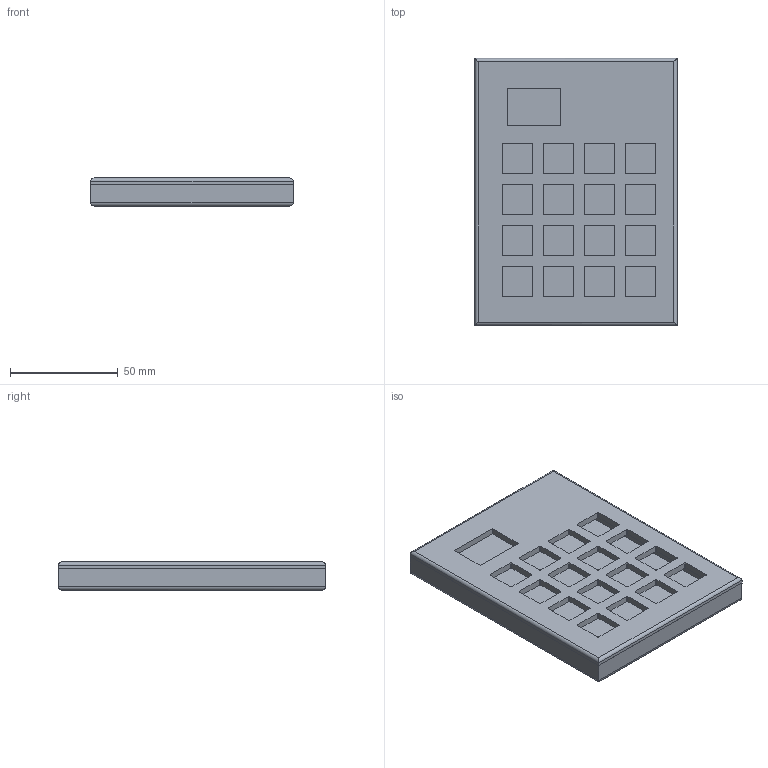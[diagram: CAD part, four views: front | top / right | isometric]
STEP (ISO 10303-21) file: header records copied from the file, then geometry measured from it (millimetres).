
FILE_DESCRIPTION(/* description */ (''),/* implementation_level */ '2;1');
FILE_NAME(/* name */ 'GhostPad v2.step',/* time_stamp */ '2025-05-13T21:34:30+10:00',/* author */ (''),/* organization */ (''),/* preprocessor_version */ 'ST-DEVELOPER v20.1',/* originating_system */ 'Autodesk Translation Framework v14.4.0.0',/* authorisation */ '');
FILE_SCHEMA (('AUTOMOTIVE_DESIGN { 1 0 10303 214 3 1 1 }'));
Length unit declared in the file: millimetre
Products named in the file (1): GhostPad
Bounding box: 93.96 x 124.08 x 13 mm (x, y, z)
Volume: 73125.6 mm3; surface area: 50372.7 mm2
Topology: 2 solids, 2 shells, 169 faces, 484 edges, 320 vertices
Faces by surface type: plane 89, cylinder 80
Full cylindrical faces by diameter (mm): 3 x4
Entity records: 5666 total; most frequent: DIRECTION 976, CARTESIAN_POINT 974, ORIENTED_EDGE 968, EDGE_CURVE 484, LINE 332, VECTOR 332, AXIS2_PLACEMENT_3D 322, VERTEX_POINT 320
